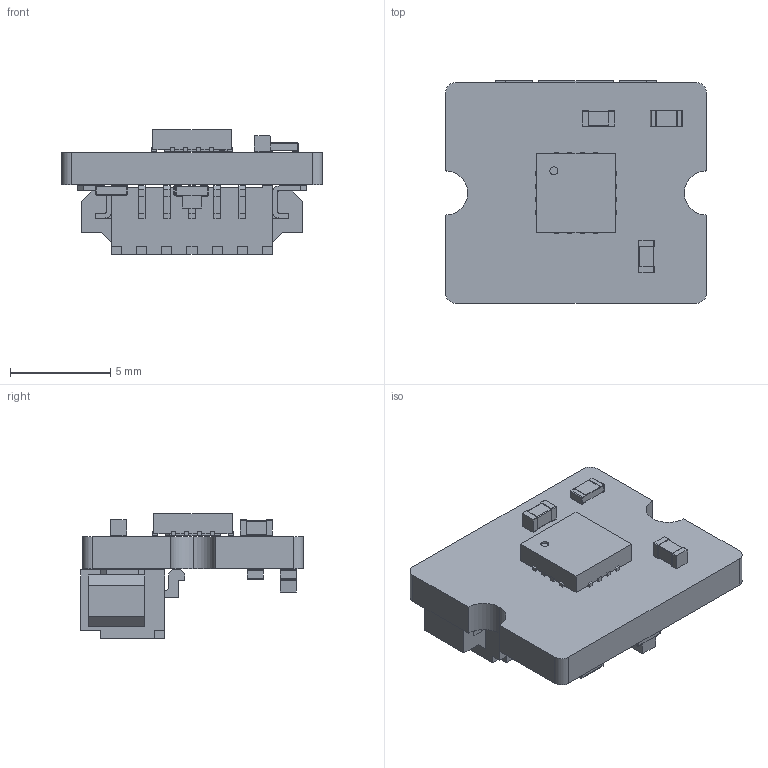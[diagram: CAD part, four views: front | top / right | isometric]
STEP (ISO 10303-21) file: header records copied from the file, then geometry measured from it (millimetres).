
FILE_DESCRIPTION(('KiCad electronic assembly'),'2;1');
FILE_NAME('angle-sensor-board.step','2021-11-28T17:39:47',('An Author'), ('A Company'),'Open CASCADE STEP processor 7.5', 'KiCad to STEP converter','Unknown');
FILE_SCHEMA(('AUTOMOTIVE_DESIGN { 1 0 10303 214 1 1 1 1 }'));
Length unit declared in the file: millimetre
Products named in the file (12): Open CASCADE STEP translator 7.5 1; C_0603_1608Metric; SOLID; LED_0603_1608Metric_Castellated; Molex_PicoBlade_53261-0571_1x05-1MP_P1.25mm_Horizontal; R_0603_1608Metric; QFN-16-1EP_4x4mm_P0.65mm_EP2.7x2.7mm; COMPOUND
Assembly tree (14 placements, depth 3):
  Open CASCADE STEP translator 7.5 1
    C_0603_1608Metric  x2
      SOLID
    LED_0603_1608Metric_Castellated
      SOLID
    Molex_PicoBlade_53261-0571_1x05-1MP_P1.25mm_Horizontal
      SOLID
    R_0603_1608Metric  x3
      SOLID
    QFN-16-1EP_4x4mm_P0.65mm_EP2.7x2.7mm
      SOLID
    COMPOUND
Bounding box: 13 x 11.1 x 6.2 mm (x, y, z)
Volume: 320 mm3; surface area: 701.7 mm2
Topology: 9 solids, 9 shells, 517 faces, 1398 edges, 918 vertices
Faces by surface type: plane 436, cylinder 81
Full cylindrical faces by diameter (mm): 0.4 x1
Entity records: 32807 total; most frequent: CARTESIAN_POINT 5582, DIRECTION 4497, LINE 3332, VECTOR 3332, ORIENTED_EDGE 2380, PCURVE 2380, DEFINITIONAL_REPRESENTATION 2380, EDGE_CURVE 1190
